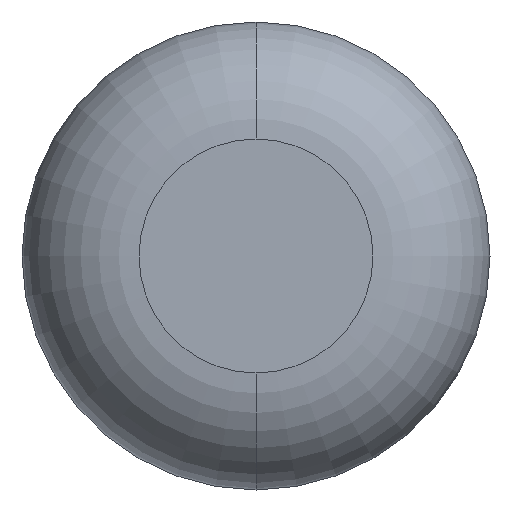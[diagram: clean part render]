
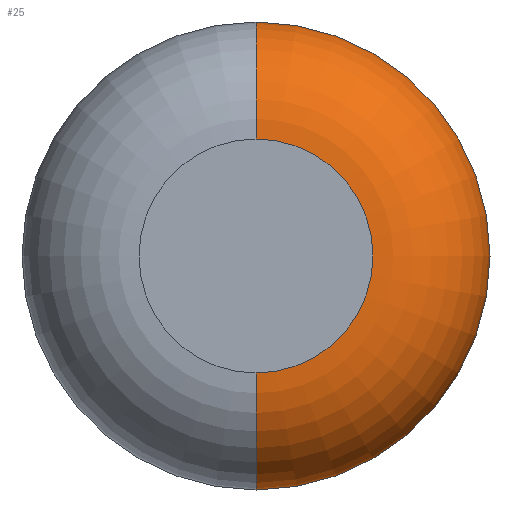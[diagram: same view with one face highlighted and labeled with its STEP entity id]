
A CAD part, front view. The second image highlights one B-rep face of the part: STEP entity #25.
In plain terms, the highlighted toroidal (fillet/blend) face has major radius 2 mm and minor radius 2 mm.
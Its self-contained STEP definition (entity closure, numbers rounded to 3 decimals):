
#1 = EDGE_CURVE ( 'NONE', #78, #236, #187, .T. ) ;
#2 = DIRECTION ( 'NONE',  ( 0., 0., -1. ) ) ;
#4 = DIRECTION ( 'NONE',  ( 1., 0., 0. ) ) ;
#10 = CARTESIAN_POINT ( 'NONE',  ( 0., 2., 0. ) ) ;
#14 = DIRECTION ( 'NONE',  ( 0., 0., -1. ) ) ;
#17 = DIRECTION ( 'NONE',  ( 0., 0., 1. ) ) ;
#18 = TOROIDAL_SURFACE ( 'NONE', #287, 2., 2. ) ;
#25 = ADVANCED_FACE ( 'NONE', ( #142 ), #18, .T. ) ;
#26 = EDGE_CURVE ( 'NONE', #286, #210, #256, .T. ) ;
#34 = DIRECTION ( 'NONE',  ( 0., 0., -1. ) ) ;
#42 = AXIS2_PLACEMENT_3D ( 'NONE', #206, #223, #17 ) ;
#52 = CIRCLE ( 'NONE', #42, 2. ) ;
#63 = CARTESIAN_POINT ( 'NONE',  ( 0., 0., 0. ) ) ;
#75 = CARTESIAN_POINT ( 'NONE',  ( 0., 2., 2. ) ) ;
#78 = VERTEX_POINT ( 'NONE', #267 ) ;
#82 = CIRCLE ( 'NONE', #185, 2. ) ;
#95 = EDGE_CURVE ( 'NONE', #78, #286, #52, .T. ) ;
#123 = DIRECTION ( 'NONE',  ( 0., 0., -1. ) ) ;
#128 = AXIS2_PLACEMENT_3D ( 'NONE', #10, #193, #14 ) ;
#142 = FACE_OUTER_BOUND ( 'NONE', #143, .T. ) ;
#143 = EDGE_LOOP ( 'NONE', ( #168, #299, #222, #313 ) ) ;
#148 = DIRECTION ( 'NONE',  ( 0., -1., 0. ) ) ;
#153 = CARTESIAN_POINT ( 'NONE',  ( 0., 2., 0. ) ) ;
#166 = AXIS2_PLACEMENT_3D ( 'NONE', #63, #148, #34 ) ;
#168 = ORIENTED_EDGE ( 'NONE', *, *, #1, .T. ) ;
#185 = AXIS2_PLACEMENT_3D ( 'NONE', #75, #4, #2 ) ;
#187 = CIRCLE ( 'NONE', #128, 4. ) ;
#193 = DIRECTION ( 'NONE',  ( 0., -1., 0. ) ) ;
#206 = CARTESIAN_POINT ( 'NONE',  ( 0., 2., -2. ) ) ;
#210 = VERTEX_POINT ( 'NONE', #326 ) ;
#212 = CARTESIAN_POINT ( 'NONE',  ( 0., 0., -2. ) ) ;
#221 = DIRECTION ( 'NONE',  ( 0., -1., 0. ) ) ;
#222 = ORIENTED_EDGE ( 'NONE', *, *, #26, .F. ) ;
#223 = DIRECTION ( 'NONE',  ( -1., 0., 0. ) ) ;
#224 = CARTESIAN_POINT ( 'NONE',  ( 0., 2., 4. ) ) ;
#236 = VERTEX_POINT ( 'NONE', #224 ) ;
#256 = CIRCLE ( 'NONE', #166, 2. ) ;
#267 = CARTESIAN_POINT ( 'NONE',  ( 0., 2., -4. ) ) ;
#286 = VERTEX_POINT ( 'NONE', #212 ) ;
#287 = AXIS2_PLACEMENT_3D ( 'NONE', #153, #221, #123 ) ;
#299 = ORIENTED_EDGE ( 'NONE', *, *, #303, .T. ) ;
#303 = EDGE_CURVE ( 'NONE', #236, #210, #82, .T. ) ;
#313 = ORIENTED_EDGE ( 'NONE', *, *, #95, .F. ) ;
#326 = CARTESIAN_POINT ( 'NONE',  ( 0., 0., 2. ) ) ;
